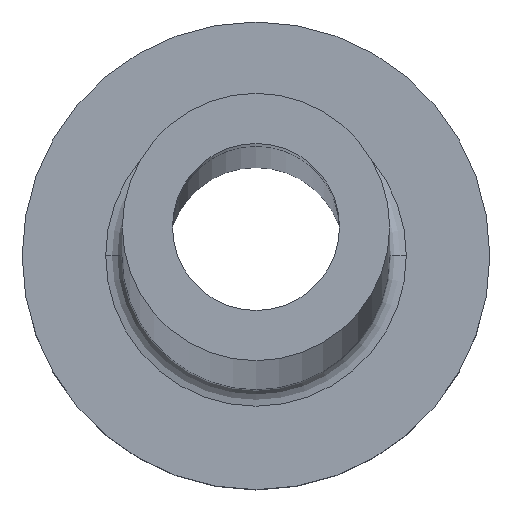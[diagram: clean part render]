
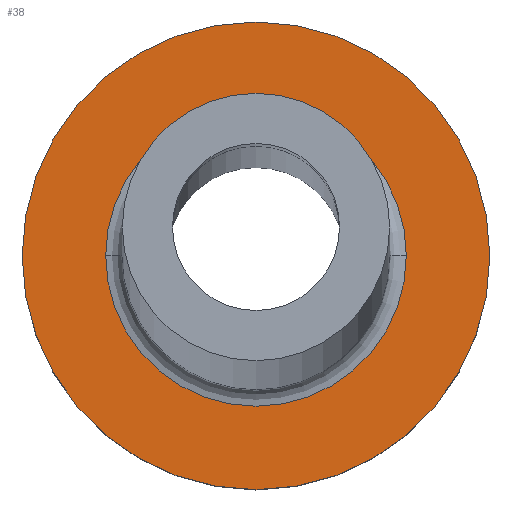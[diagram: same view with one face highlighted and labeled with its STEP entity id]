
A CAD part, top view. The second image highlights one B-rep face of the part: STEP entity #38.
In plain terms, the highlighted planar face has unit normal (0, 0, 1).
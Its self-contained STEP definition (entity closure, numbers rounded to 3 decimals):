
#6 = VERTEX_POINT ( 'NONE', #128 ) ;
#16 = FACE_BOUND ( 'NONE', #343, .T. ) ;
#34 = DIRECTION ( 'NONE',  ( 0., 0., 1. ) ) ;
#38 = ADVANCED_FACE ( 'NONE', ( #16, #403 ), #275, .T. ) ;
#45 = CARTESIAN_POINT ( 'NONE',  ( 0., 0., 5. ) ) ;
#46 = AXIS2_PLACEMENT_3D ( 'NONE', #366, #139, #183 ) ;
#49 = DIRECTION ( 'NONE',  ( 0., 0., -1. ) ) ;
#85 = DIRECTION ( 'NONE',  ( 1., 0., 0. ) ) ;
#114 = CIRCLE ( 'NONE', #124, 4.5 ) ;
#124 = AXIS2_PLACEMENT_3D ( 'NONE', #45, #49, #85 ) ;
#128 = CARTESIAN_POINT ( 'NONE',  ( -7., 0., 5. ) ) ;
#136 = CIRCLE ( 'NONE', #223, 7. ) ;
#139 = DIRECTION ( 'NONE',  ( 0., 0., 1. ) ) ;
#140 = DIRECTION ( 'NONE',  ( 1., 0., 0. ) ) ;
#166 = CARTESIAN_POINT ( 'NONE',  ( 7., 0., 5. ) ) ;
#171 = CARTESIAN_POINT ( 'NONE',  ( 0., 0., 5. ) ) ;
#172 = AXIS2_PLACEMENT_3D ( 'NONE', #208, #34, #140 ) ;
#174 = EDGE_CURVE ( 'NONE', #456, #6, #136, .T. ) ;
#180 = CARTESIAN_POINT ( 'NONE',  ( -4.5, 0., 5. ) ) ;
#183 = DIRECTION ( 'NONE',  ( 1., 0., 0. ) ) ;
#207 = DIRECTION ( 'NONE',  ( 1., 0., 0. ) ) ;
#208 = CARTESIAN_POINT ( 'NONE',  ( 0., 0., 5. ) ) ;
#223 = AXIS2_PLACEMENT_3D ( 'NONE', #171, #381, #261 ) ;
#231 = CIRCLE ( 'NONE', #46, 7. ) ;
#244 = CARTESIAN_POINT ( 'NONE',  ( 0., 0., 5. ) ) ;
#245 = CARTESIAN_POINT ( 'NONE',  ( 4.5, 0., 5. ) ) ;
#253 = ORIENTED_EDGE ( 'NONE', *, *, #336, .T. ) ;
#255 = AXIS2_PLACEMENT_3D ( 'NONE', #244, #328, #207 ) ;
#261 = DIRECTION ( 'NONE',  ( 1., 0., 0. ) ) ;
#264 = EDGE_LOOP ( 'NONE', ( #253, #265 ) ) ;
#265 = ORIENTED_EDGE ( 'NONE', *, *, #174, .T. ) ;
#275 = PLANE ( 'NONE',  #172 ) ;
#296 = VERTEX_POINT ( 'NONE', #180 ) ;
#300 = EDGE_CURVE ( 'NONE', #364, #296, #375, .T. ) ;
#310 = ORIENTED_EDGE ( 'NONE', *, *, #300, .T. ) ;
#328 = DIRECTION ( 'NONE',  ( 0., 0., -1. ) ) ;
#336 = EDGE_CURVE ( 'NONE', #6, #456, #231, .T. ) ;
#343 = EDGE_LOOP ( 'NONE', ( #310, #427 ) ) ;
#364 = VERTEX_POINT ( 'NONE', #245 ) ;
#366 = CARTESIAN_POINT ( 'NONE',  ( 0., 0., 5. ) ) ;
#375 = CIRCLE ( 'NONE', #255, 4.5 ) ;
#381 = DIRECTION ( 'NONE',  ( 0., 0., 1. ) ) ;
#403 = FACE_OUTER_BOUND ( 'NONE', #264, .T. ) ;
#426 = EDGE_CURVE ( 'NONE', #296, #364, #114, .T. ) ;
#427 = ORIENTED_EDGE ( 'NONE', *, *, #426, .T. ) ;
#456 = VERTEX_POINT ( 'NONE', #166 ) ;
